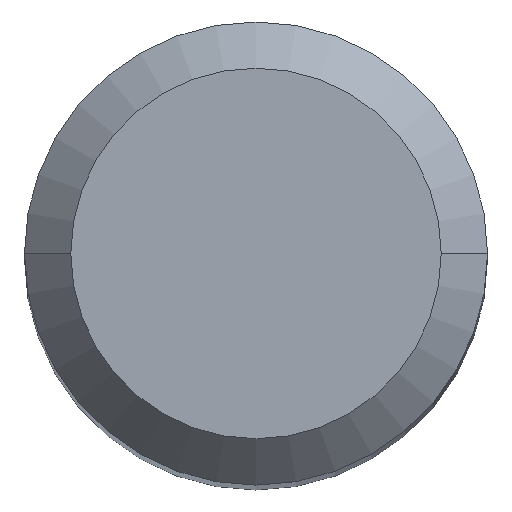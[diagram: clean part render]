
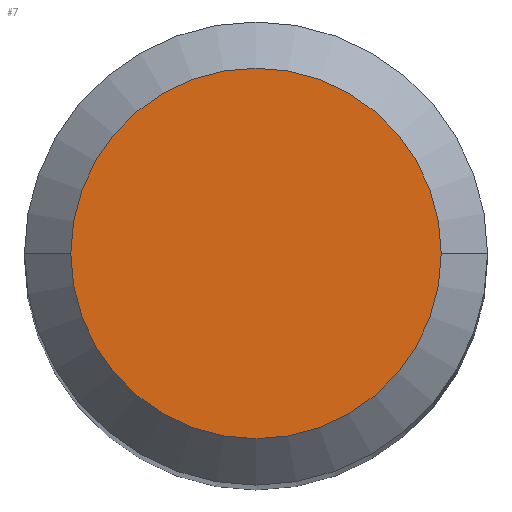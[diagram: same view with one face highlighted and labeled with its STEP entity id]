
A CAD part, top view. The second image highlights one B-rep face of the part: STEP entity #7.
In plain terms, the highlighted planar face has unit normal (0, 0, 1).
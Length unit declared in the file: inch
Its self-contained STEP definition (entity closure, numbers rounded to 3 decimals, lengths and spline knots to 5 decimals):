
#7 = ADVANCED_FACE ( 'NONE', ( #397 ), #177, .F. ) ;
#52 = CARTESIAN_POINT ( 'NONE',  ( 0., 0., 0. ) ) ;
#64 = DIRECTION ( 'NONE',  ( 0., 0., -1. ) ) ;
#69 = ORIENTED_EDGE ( 'NONE', *, *, #228, .T. ) ;
#84 = AXIS2_PLACEMENT_3D ( 'NONE', #104, #64, #174 ) ;
#104 = CARTESIAN_POINT ( 'NONE',  ( 0., 0., 0. ) ) ;
#124 = DIRECTION ( 'NONE',  ( 0., 0., 1. ) ) ;
#126 = CARTESIAN_POINT ( 'NONE',  ( 0., 0., 0. ) ) ;
#138 = CARTESIAN_POINT ( 'NONE',  ( 0.09448, 0., 0. ) ) ;
#153 = AXIS2_PLACEMENT_3D ( 'NONE', #52, #124, #310 ) ;
#174 = DIRECTION ( 'NONE',  ( -1., 0., 0. ) ) ;
#177 = PLANE ( 'NONE',  #84 ) ;
#220 = ORIENTED_EDGE ( 'NONE', *, *, #447, .T. ) ;
#228 = EDGE_CURVE ( 'NONE', #245, #320, #418, .T. ) ;
#238 = DIRECTION ( 'NONE',  ( 1., 0., 0. ) ) ;
#245 = VERTEX_POINT ( 'NONE', #138 ) ;
#281 = AXIS2_PLACEMENT_3D ( 'NONE', #126, #307, #238 ) ;
#283 = CARTESIAN_POINT ( 'NONE',  ( -0.09448, 0., 0. ) ) ;
#307 = DIRECTION ( 'NONE',  ( 0., 0., 1. ) ) ;
#310 = DIRECTION ( 'NONE',  ( 1., 0., 0. ) ) ;
#320 = VERTEX_POINT ( 'NONE', #283 ) ;
#348 = CIRCLE ( 'NONE', #153, 0.09448 ) ;
#397 = FACE_OUTER_BOUND ( 'NONE', #425, .T. ) ;
#418 = CIRCLE ( 'NONE', #281, 0.09448 ) ;
#425 = EDGE_LOOP ( 'NONE', ( #220, #69 ) ) ;
#447 = EDGE_CURVE ( 'NONE', #320, #245, #348, .T. ) ;
